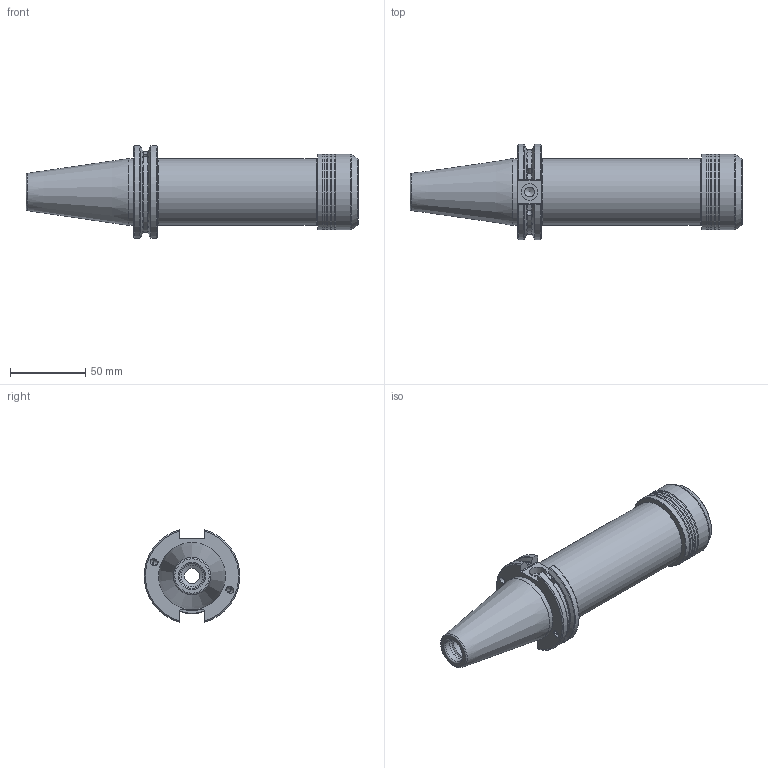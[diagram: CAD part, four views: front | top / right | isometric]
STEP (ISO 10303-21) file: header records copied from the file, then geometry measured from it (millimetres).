
FILE_DESCRIPTION((''),'2;1');
FILE_NAME('C40BC-32EROS600.stp','2015-03-24T08:51:18',('shapei'),(''),'Autodesk Inventor 2012','Autodesk Inventor 2012','');
FILE_SCHEMA(('AUTOMOTIVE_DESIGN { 1 0 10303 214 1 1 1 1 }'));
Length unit declared in the file: millimetre
Products named in the file (3): C40BC-32EROS600; 44675951524; 4481500_ohne Spannbohr.
Assembly tree (2 placements, depth 2):
  C40BC-32EROS600
    44675951524
    4481500_ohne Spannbohr.
Bounding box: 220.7 x 63.55 x 61.48 mm (x, y, z)
Volume: 256999.3 mm3; surface area: 55597.2 mm2
Topology: 2 solids, 2 shells, 118 faces, 304 edges, 193 vertices
Faces by surface type: cylinder 40, cone 33, plane 25, torus 20
Full cylindrical faces by diameter (mm): 3.7 x4, 4.2 x2, 10.3 x1, 11.1 x1, 14.5 x1, 16.3 x1, 16.6 x1, 21 x1, 24.4 x1, 27.1 x1, 32.5 x1, 37.5 x1, 37.525 x1, 38.5 x1, 40 x1, 40.5 x1, 40.525 x1, 44.45 x2, 50 x5
Entity records: 3438 total; most frequent: CARTESIAN_POINT 833, DIRECTION 538, ORIENTED_EDGE 438, AXIS2_PLACEMENT_3D 248, EDGE_CURVE 219, EDGE_LOOP 194, VERTEX_POINT 173, CIRCLE 123
